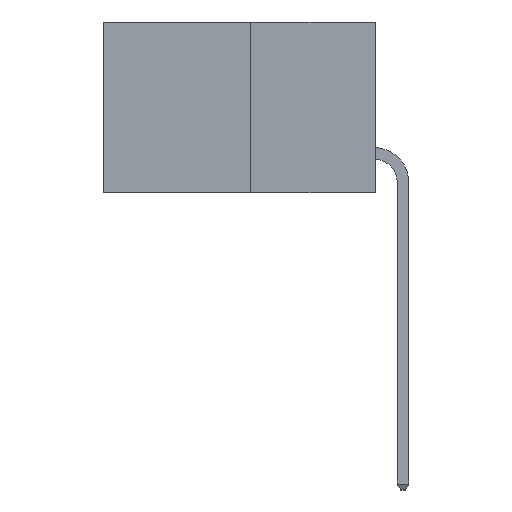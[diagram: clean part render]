
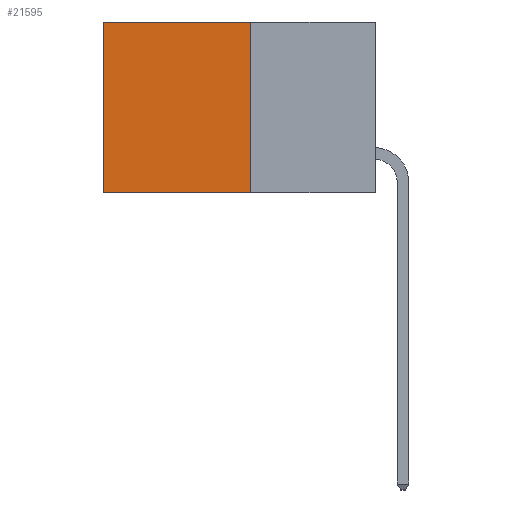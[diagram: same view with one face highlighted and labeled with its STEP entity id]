
A CAD part, left-side view. The second image highlights one B-rep face of the part: STEP entity #21595.
In plain terms, the highlighted planar face has unit normal (-1, 0, 0).
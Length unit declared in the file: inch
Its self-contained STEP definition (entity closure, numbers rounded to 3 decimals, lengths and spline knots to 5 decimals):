
#352 = VERTEX_POINT ( 'NONE', #19183 ) ;
#1333 = DIRECTION ( 'NONE',  ( 0., 0., -1. ) ) ;
#1572 = CARTESIAN_POINT ( 'NONE',  ( 0.277, 0.59, -0.37 ) ) ;
#1595 = DIRECTION ( 'NONE',  ( 0., 1., 0. ) ) ;
#1638 = CARTESIAN_POINT ( 'NONE',  ( 0.277, 0.27, -0.37 ) ) ;
#2687 = VECTOR ( 'NONE', #18301, 39.37008 ) ;
#2799 = VERTEX_POINT ( 'NONE', #22601 ) ;
#3553 = EDGE_CURVE ( 'NONE', #352, #4420, #16373, .T. ) ;
#3696 = VECTOR ( 'NONE', #1333, 39.37008 ) ;
#3838 = EDGE_CURVE ( 'NONE', #22801, #352, #9377, .T. ) ;
#4420 = VERTEX_POINT ( 'NONE', #1572 ) ;
#6944 = DIRECTION ( 'NONE',  ( 0., 1., 0. ) ) ;
#7027 = DIRECTION ( 'NONE',  ( 1., 0., 0. ) ) ;
#7078 = CARTESIAN_POINT ( 'NONE',  ( 0.277, 0.27, -0.37 ) ) ;
#8910 = LINE ( 'NONE', #25081, #19634 ) ;
#9377 = LINE ( 'NONE', #1638, #3696 ) ;
#10220 = ORIENTED_EDGE ( 'NONE', *, *, #3553, .F. ) ;
#10910 = ORIENTED_EDGE ( 'NONE', *, *, #3838, .F. ) ;
#11893 = FACE_OUTER_BOUND ( 'NONE', #26860, .T. ) ;
#12035 = VECTOR ( 'NONE', #6944, 39.37008 ) ;
#12651 = EDGE_CURVE ( 'NONE', #22801, #2799, #8910, .T. ) ;
#13219 = ORIENTED_EDGE ( 'NONE', *, *, #24430, .T. ) ;
#14772 = LINE ( 'NONE', #16154, #2687 ) ;
#15535 = PLANE ( 'NONE',  #22849 ) ;
#16154 = CARTESIAN_POINT ( 'NONE',  ( 0.277, 0.59, -0.37 ) ) ;
#16373 = LINE ( 'NONE', #7078, #12035 ) ;
#17508 = CARTESIAN_POINT ( 'NONE',  ( 0.277, 0.27, -0.37 ) ) ;
#18301 = DIRECTION ( 'NONE',  ( 0., 0., -1. ) ) ;
#19183 = CARTESIAN_POINT ( 'NONE',  ( 0.277, 0.27, -0.37 ) ) ;
#19634 = VECTOR ( 'NONE', #1595, 39.37008 ) ;
#20617 = ORIENTED_EDGE ( 'NONE', *, *, #12651, .T. ) ;
#21595 = ADVANCED_FACE ( 'NONE', ( #11893 ), #15535, .F. ) ;
#21997 = DIRECTION ( 'NONE',  ( 0., 0., -1. ) ) ;
#22601 = CARTESIAN_POINT ( 'NONE',  ( 0.277, 0.59, 0. ) ) ;
#22801 = VERTEX_POINT ( 'NONE', #25809 ) ;
#22849 = AXIS2_PLACEMENT_3D ( 'NONE', #17508, #7027, #21997 ) ;
#24430 = EDGE_CURVE ( 'NONE', #2799, #4420, #14772, .T. ) ;
#25081 = CARTESIAN_POINT ( 'NONE',  ( 0.277, 0.27, 0. ) ) ;
#25809 = CARTESIAN_POINT ( 'NONE',  ( 0.277, 0.27, 0. ) ) ;
#26860 = EDGE_LOOP ( 'NONE', ( #13219, #10220, #10910, #20617 ) ) ;
